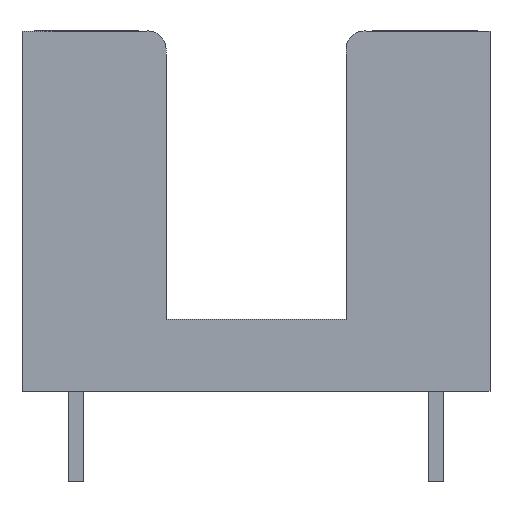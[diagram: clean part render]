
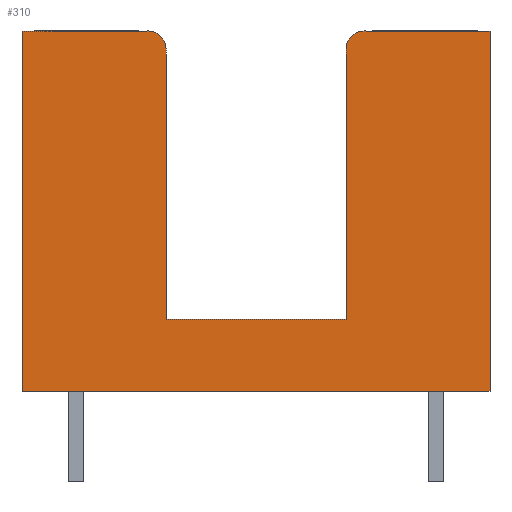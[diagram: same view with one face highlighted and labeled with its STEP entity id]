
A CAD part, front view. The second image highlights one B-rep face of the part: STEP entity #310.
In plain terms, the highlighted planar face has unit normal (0, -1, 0).
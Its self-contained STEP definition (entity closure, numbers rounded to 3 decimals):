
#41 = VECTOR ( 'NONE', #650, 1000. ) ;
#93 = VECTOR ( 'NONE', #965, 1000. ) ;
#95 = VECTOR ( 'NONE', #269, 1000. ) ;
#103 = DIRECTION ( 'NONE',  ( 0., -1., 0. ) ) ;
#105 = PLANE ( 'NONE',  #2235 ) ;
#107 = VERTEX_POINT ( 'NONE', #1925 ) ;
#130 = VECTOR ( 'NONE', #1512, 1000. ) ;
#143 = VECTOR ( 'NONE', #274, 1000. ) ;
#182 = ORIENTED_EDGE ( 'NONE', *, *, #1958, .F. ) ;
#191 = ORIENTED_EDGE ( 'NONE', *, *, #841, .F. ) ;
#209 = EDGE_CURVE ( 'NONE', #2406, #107, #2705, .T. ) ;
#251 = VERTEX_POINT ( 'NONE', #360 ) ;
#269 = DIRECTION ( 'NONE',  ( 0., 0., -1. ) ) ;
#274 = DIRECTION ( 'NONE',  ( 0., 0., 1. ) ) ;
#280 = CARTESIAN_POINT ( 'NONE',  ( -3., -3., 10. ) ) ;
#286 = DIRECTION ( 'NONE',  ( 0., 0., -1. ) ) ;
#288 = EDGE_LOOP ( 'NONE', ( #1007, #2704, #432, #191, #1567, #1319, #2571, #726, #415, #182 ) ) ;
#310 = ADVANCED_FACE ( 'NONE', ( #1937 ), #105, .T. ) ;
#360 = CARTESIAN_POINT ( 'NONE',  ( 2.5, -3., 2. ) ) ;
#364 = VERTEX_POINT ( 'NONE', #1218 ) ;
#390 = EDGE_CURVE ( 'NONE', #711, #2406, #487, .T. ) ;
#415 = ORIENTED_EDGE ( 'NONE', *, *, #390, .F. ) ;
#432 = ORIENTED_EDGE ( 'NONE', *, *, #2561, .F. ) ;
#438 = CARTESIAN_POINT ( 'NONE',  ( 6.5, -3., 10. ) ) ;
#487 = LINE ( 'NONE', #1339, #1143 ) ;
#503 = EDGE_CURVE ( 'NONE', #1762, #2150, #716, .T. ) ;
#506 = CARTESIAN_POINT ( 'NONE',  ( -6.5, -3., 0. ) ) ;
#571 = CARTESIAN_POINT ( 'NONE',  ( 3., -3., 9.5 ) ) ;
#572 = VECTOR ( 'NONE', #1249, 1000. ) ;
#588 = CARTESIAN_POINT ( 'NONE',  ( -2.5, -3., 10. ) ) ;
#650 = DIRECTION ( 'NONE',  ( 1., 0., 0. ) ) ;
#690 = EDGE_CURVE ( 'NONE', #364, #1438, #2722, .T. ) ;
#711 = VERTEX_POINT ( 'NONE', #2385 ) ;
#716 = LINE ( 'NONE', #1562, #95 ) ;
#726 = ORIENTED_EDGE ( 'NONE', *, *, #209, .F. ) ;
#732 = CARTESIAN_POINT ( 'NONE',  ( 6.5, -3., 10. ) ) ;
#745 = CIRCLE ( 'NONE', #2185, 0.5 ) ;
#841 = EDGE_CURVE ( 'NONE', #2150, #251, #1079, .T. ) ;
#843 = EDGE_CURVE ( 'NONE', #107, #1263, #2703, .T. ) ;
#872 = DIRECTION ( 'NONE',  ( -1., 0., 0. ) ) ;
#960 = AXIS2_PLACEMENT_3D ( 'NONE', #977, #103, #1164 ) ;
#965 = DIRECTION ( 'NONE',  ( 0., 0., -1. ) ) ;
#977 = CARTESIAN_POINT ( 'NONE',  ( -3., -3., 9.5 ) ) ;
#1007 = ORIENTED_EDGE ( 'NONE', *, *, #690, .F. ) ;
#1016 = CARTESIAN_POINT ( 'NONE',  ( 2.5, -3., 9.5 ) ) ;
#1030 = DIRECTION ( 'NONE',  ( 0., 0., -1. ) ) ;
#1047 = VECTOR ( 'NONE', #1172, 1000. ) ;
#1079 = LINE ( 'NONE', #1712, #572 ) ;
#1143 = VECTOR ( 'NONE', #872, 1000. ) ;
#1164 = DIRECTION ( 'NONE',  ( 0., 0., -1. ) ) ;
#1165 = CARTESIAN_POINT ( 'NONE',  ( 0., -3., 0. ) ) ;
#1172 = DIRECTION ( 'NONE',  ( 0., 0., 1. ) ) ;
#1218 = CARTESIAN_POINT ( 'NONE',  ( 3., -3., 10. ) ) ;
#1249 = DIRECTION ( 'NONE',  ( 1., 0., 0. ) ) ;
#1263 = VERTEX_POINT ( 'NONE', #280 ) ;
#1319 = ORIENTED_EDGE ( 'NONE', *, *, #2275, .T. ) ;
#1339 = CARTESIAN_POINT ( 'NONE',  ( 6.5, -3., 0. ) ) ;
#1398 = CARTESIAN_POINT ( 'NONE',  ( 2.5, -3., 10. ) ) ;
#1438 = VERTEX_POINT ( 'NONE', #732 ) ;
#1512 = DIRECTION ( 'NONE',  ( 1., 0., 0. ) ) ;
#1562 = CARTESIAN_POINT ( 'NONE',  ( -2.5, -3., 2. ) ) ;
#1567 = ORIENTED_EDGE ( 'NONE', *, *, #503, .F. ) ;
#1591 = DIRECTION ( 'NONE',  ( 0., -1., 0. ) ) ;
#1593 = LINE ( 'NONE', #1398, #143 ) ;
#1614 = CARTESIAN_POINT ( 'NONE',  ( -6.5, -3., 0. ) ) ;
#1622 = EDGE_CURVE ( 'NONE', #364, #1949, #745, .T. ) ;
#1671 = CARTESIAN_POINT ( 'NONE',  ( 6.5, -3., 0. ) ) ;
#1712 = CARTESIAN_POINT ( 'NONE',  ( 2.5, -3., 2. ) ) ;
#1722 = LINE ( 'NONE', #1671, #93 ) ;
#1762 = VERTEX_POINT ( 'NONE', #2456 ) ;
#1916 = CARTESIAN_POINT ( 'NONE',  ( -2.5, -3., 2. ) ) ;
#1925 = CARTESIAN_POINT ( 'NONE',  ( -6.5, -3., 10. ) ) ;
#1937 = FACE_OUTER_BOUND ( 'NONE', #288, .T. ) ;
#1949 = VERTEX_POINT ( 'NONE', #1016 ) ;
#1958 = EDGE_CURVE ( 'NONE', #1438, #711, #1722, .T. ) ;
#2001 = CIRCLE ( 'NONE', #960, 0.5 ) ;
#2070 = DIRECTION ( 'NONE',  ( 0., -1., 0. ) ) ;
#2150 = VERTEX_POINT ( 'NONE', #1916 ) ;
#2185 = AXIS2_PLACEMENT_3D ( 'NONE', #571, #2070, #1030 ) ;
#2235 = AXIS2_PLACEMENT_3D ( 'NONE', #1165, #1591, #286 ) ;
#2275 = EDGE_CURVE ( 'NONE', #1762, #1263, #2001, .T. ) ;
#2385 = CARTESIAN_POINT ( 'NONE',  ( 6.5, -3., 0. ) ) ;
#2406 = VERTEX_POINT ( 'NONE', #1614 ) ;
#2456 = CARTESIAN_POINT ( 'NONE',  ( -2.5, -3., 9.5 ) ) ;
#2561 = EDGE_CURVE ( 'NONE', #251, #1949, #1593, .T. ) ;
#2571 = ORIENTED_EDGE ( 'NONE', *, *, #843, .F. ) ;
#2703 = LINE ( 'NONE', #588, #130 ) ;
#2704 = ORIENTED_EDGE ( 'NONE', *, *, #1622, .T. ) ;
#2705 = LINE ( 'NONE', #506, #1047 ) ;
#2722 = LINE ( 'NONE', #438, #41 ) ;
